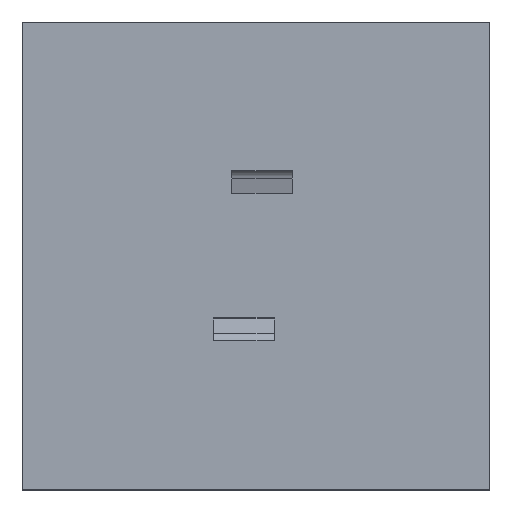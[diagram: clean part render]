
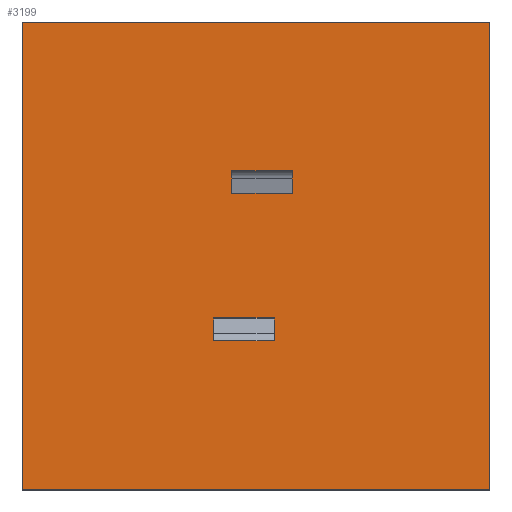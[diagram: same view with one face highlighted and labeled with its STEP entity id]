
A CAD part, top view. The second image highlights one B-rep face of the part: STEP entity #3199.
In plain terms, the highlighted planar face has unit normal (0, 0, 1).
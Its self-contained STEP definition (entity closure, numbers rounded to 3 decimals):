
#227=FACE_BOUND('',#578,.T.);
#228=FACE_BOUND('',#579,.T.);
#368=FACE_OUTER_BOUND('',#577,.T.);
#577=EDGE_LOOP('',(#2705,#2706,#2707,#2708));
#578=EDGE_LOOP('',(#2709,#2710,#2711,#2712));
#579=EDGE_LOOP('',(#2713,#2714,#2715,#2716));
#861=LINE('',#5147,#1208);
#865=LINE('',#5155,#1212);
#868=LINE('',#5161,#1215);
#871=LINE('',#5166,#1218);
#873=LINE('',#5171,#1220);
#877=LINE('',#5179,#1224);
#880=LINE('',#5185,#1227);
#883=LINE('',#5190,#1230);
#897=LINE('',#5221,#1244);
#901=LINE('',#5229,#1248);
#904=LINE('',#5235,#1251);
#907=LINE('',#5240,#1254);
#1208=VECTOR('',#4213,10.);
#1212=VECTOR('',#4219,10.);
#1215=VECTOR('',#4224,10.);
#1218=VECTOR('',#4229,10.);
#1220=VECTOR('',#4233,10.);
#1224=VECTOR('',#4239,10.);
#1227=VECTOR('',#4244,10.);
#1230=VECTOR('',#4249,10.);
#1244=VECTOR('',#4277,10.);
#1248=VECTOR('',#4283,10.);
#1251=VECTOR('',#4288,10.);
#1254=VECTOR('',#4293,10.);
#1515=VERTEX_POINT('',#5145);
#1516=VERTEX_POINT('',#5146);
#1519=VERTEX_POINT('',#5154);
#1521=VERTEX_POINT('',#5160);
#1523=VERTEX_POINT('',#5169);
#1524=VERTEX_POINT('',#5170);
#1527=VERTEX_POINT('',#5178);
#1529=VERTEX_POINT('',#5184);
#1539=VERTEX_POINT('',#5219);
#1540=VERTEX_POINT('',#5220);
#1543=VERTEX_POINT('',#5228);
#1545=VERTEX_POINT('',#5234);
#1897=EDGE_CURVE('',#1515,#1516,#861,.T.);
#1901=EDGE_CURVE('',#1516,#1519,#865,.T.);
#1904=EDGE_CURVE('',#1519,#1521,#868,.T.);
#1907=EDGE_CURVE('',#1521,#1515,#871,.T.);
#1909=EDGE_CURVE('',#1523,#1524,#873,.T.);
#1913=EDGE_CURVE('',#1524,#1527,#877,.T.);
#1916=EDGE_CURVE('',#1527,#1529,#880,.T.);
#1919=EDGE_CURVE('',#1529,#1523,#883,.T.);
#1933=EDGE_CURVE('',#1539,#1540,#897,.T.);
#1937=EDGE_CURVE('',#1543,#1539,#901,.T.);
#1940=EDGE_CURVE('',#1545,#1543,#904,.T.);
#1943=EDGE_CURVE('',#1540,#1545,#907,.T.);
#2705=ORIENTED_EDGE('',*,*,#1943,.F.);
#2706=ORIENTED_EDGE('',*,*,#1933,.F.);
#2707=ORIENTED_EDGE('',*,*,#1937,.F.);
#2708=ORIENTED_EDGE('',*,*,#1940,.F.);
#2709=ORIENTED_EDGE('',*,*,#1904,.T.);
#2710=ORIENTED_EDGE('',*,*,#1907,.T.);
#2711=ORIENTED_EDGE('',*,*,#1897,.T.);
#2712=ORIENTED_EDGE('',*,*,#1901,.T.);
#2713=ORIENTED_EDGE('',*,*,#1916,.T.);
#2714=ORIENTED_EDGE('',*,*,#1919,.T.);
#2715=ORIENTED_EDGE('',*,*,#1909,.T.);
#2716=ORIENTED_EDGE('',*,*,#1913,.T.);
#3030=PLANE('',#3528);
#3199=ADVANCED_FACE('',(#368,#227,#228),#3030,.T.);
#3528=AXIS2_PLACEMENT_3D('',#5242,#4295,#4296);
#4213=DIRECTION('',(1.,0.,0.));
#4219=DIRECTION('',(0.,-1.,0.));
#4224=DIRECTION('',(-1.,0.,0.));
#4229=DIRECTION('',(0.,1.,0.));
#4233=DIRECTION('',(-1.,0.,0.));
#4239=DIRECTION('',(0.,1.,0.));
#4244=DIRECTION('',(1.,0.,0.));
#4249=DIRECTION('',(0.,-1.,0.));
#4277=DIRECTION('',(0.,1.,0.));
#4283=DIRECTION('',(-1.,0.,0.));
#4288=DIRECTION('',(0.,-1.,0.));
#4293=DIRECTION('',(1.,0.,0.));
#4295=DIRECTION('center_axis',(0.,0.,1.));
#4296=DIRECTION('ref_axis',(-1.,0.,0.));
#5145=CARTESIAN_POINT('',(23.5,28.,-16.485));
#5146=CARTESIAN_POINT('',(43.5,28.,-16.485));
#5147=CARTESIAN_POINT('',(37.5,28.,-16.485));
#5154=CARTESIAN_POINT('',(43.5,20.5,-16.485));
#5155=CARTESIAN_POINT('',(43.5,10.25,-16.485));
#5160=CARTESIAN_POINT('',(23.5,20.5,-16.485));
#5161=CARTESIAN_POINT('',(27.5,20.5,-16.485));
#5166=CARTESIAN_POINT('',(23.5,14.,-16.485));
#5169=CARTESIAN_POINT('',(37.5,-28.,-16.485));
#5170=CARTESIAN_POINT('',(17.5,-28.,-16.485));
#5171=CARTESIAN_POINT('',(24.5,-28.,-16.485));
#5178=CARTESIAN_POINT('',(17.5,-20.5,-16.485));
#5179=CARTESIAN_POINT('',(17.5,-10.25,-16.485));
#5184=CARTESIAN_POINT('',(37.5,-20.5,-16.485));
#5185=CARTESIAN_POINT('',(34.5,-20.5,-16.485));
#5190=CARTESIAN_POINT('',(37.5,-14.,-16.485));
#5219=CARTESIAN_POINT('',(-45.5,-77.,-16.485));
#5220=CARTESIAN_POINT('',(-45.5,77.,-16.485));
#5221=CARTESIAN_POINT('',(-45.5,-37.5,-16.485));
#5228=CARTESIAN_POINT('',(108.5,-77.,-16.485));
#5229=CARTESIAN_POINT('',(69.,-77.,-16.485));
#5234=CARTESIAN_POINT('',(108.5,77.,-16.485));
#5235=CARTESIAN_POINT('',(108.5,37.5,-16.485));
#5240=CARTESIAN_POINT('',(-6.,77.,-16.485));
#5242=CARTESIAN_POINT('Origin',(31.5,0.,-16.485));
